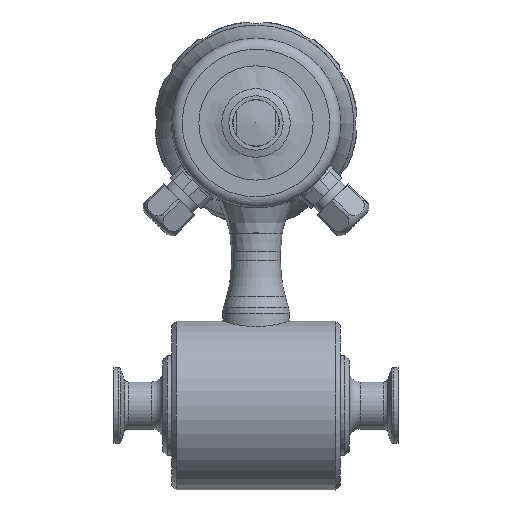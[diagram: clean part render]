
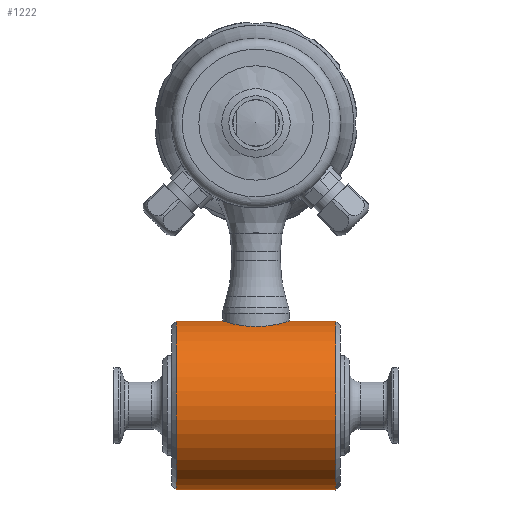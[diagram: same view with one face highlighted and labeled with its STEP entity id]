
A CAD part, left-side view. The second image highlights one B-rep face of the part: STEP entity #1222.
In plain terms, the highlighted cylindrical face has radius 38.05 mm (diameter 76.1 mm), a full revolution.
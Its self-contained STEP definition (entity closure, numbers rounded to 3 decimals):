
#1222 = ADVANCED_FACE( 'NONE', ( #2703, #2704, #2705, #2706 ), #2707, .T. );
#2703 = FACE_BOUND( '', #5024, .T. );
#2704 = FACE_BOUND( '', #5025, .T. );
#2705 = FACE_OUTER_BOUND( '', #5026, .T. );
#2706 = FACE_OUTER_BOUND( '', #5027, .T. );
#2707 = CYLINDRICAL_SURFACE( '', #5028, 38.05 );
#5024 = EDGE_LOOP( '', ( #8842, #8843, #8844, #8845, #8846, #8847 ) );
#5025 = EDGE_LOOP( '', ( #8848, #8849 ) );
#5026 = EDGE_LOOP( '', ( #8850 ) );
#5027 = EDGE_LOOP( '', ( #8851 ) );
#5028 = AXIS2_PLACEMENT_3D( '', #8852, #8853, #8854 );
#8842 = ORIENTED_EDGE( '', *, *, #11347, .F. );
#8843 = ORIENTED_EDGE( '', *, *, #11815, .F. );
#8844 = ORIENTED_EDGE( '', *, *, #11961, .F. );
#8845 = ORIENTED_EDGE( '', *, *, #11501, .F. );
#8846 = ORIENTED_EDGE( '', *, *, #11663, .F. );
#8847 = ORIENTED_EDGE( '', *, *, #11962, .F. );
#8848 = ORIENTED_EDGE( '', *, *, #11719, .F. );
#8849 = ORIENTED_EDGE( '', *, *, #11718, .T. );
#8850 = ORIENTED_EDGE( '', *, *, #11963, .T. );
#8851 = ORIENTED_EDGE( '', *, *, #11930, .T. );
#8852 = CARTESIAN_POINT( '', ( 0., 36., 0. ) );
#8853 = DIRECTION( '', ( 0., 1., 0. ) );
#8854 = DIRECTION( '', ( 0., 0., 1. ) );
#11347 = EDGE_CURVE( '', #13689, #13691, #13692, .F. );
#11501 = EDGE_CURVE( '', #13918, #13921, #13922, .F. );
#11663 = EDGE_CURVE( '', #14153, #13918, #14155, .T. );
#11718 = EDGE_CURVE( '', #14229, #14230, #14231, .T. );
#11719 = EDGE_CURVE( '', #14229, #14230, #14232, .F. );
#11815 = EDGE_CURVE( '', #14361, #13689, #14363, .T. );
#11930 = EDGE_CURVE( 'NONE', #14516, #14516, #14517, .T. );
#11961 = EDGE_CURVE( '', #13921, #14361, #14554, .T. );
#11962 = EDGE_CURVE( '', #13691, #14153, #14555, .T. );
#11963 = EDGE_CURVE( 'NONE', #14556, #14556, #14557, .T. );
#13689 = VERTEX_POINT( '', #17933 );
#13691 = VERTEX_POINT( '', #17952 );
#13692 = LINE( '', #17953, #17954 );
#13918 = VERTEX_POINT( '', #18871 );
#13921 = VERTEX_POINT( '', #18889 );
#13922 = LINE( '', #18890, #18891 );
#14153 = VERTEX_POINT( '', #19380 );
#14155 = LINE( '', #19391, #19392 );
#14229 = VERTEX_POINT( '', #19621 );
#14230 = VERTEX_POINT( '', #19622 );
#14231 = B_SPLINE_CURVE_WITH_KNOTS( '', 3, ( #19623, #19624, #19625, #19626 ), .UNSPECIFIED., .F., .F., ( 4, 4 ), ( 0.375, 0.48 ), .UNSPECIFIED. );
#14232 = B_SPLINE_CURVE_WITH_KNOTS( '', 3, ( #19627, #19628, #19629, #19630, #19631, #19632, #19633, #19634, #19635, #19636, #19637, #19638, #19639, #19640, #19641, #19642 ), .UNSPECIFIED., .F., .F., ( 4, 3, 3, 3, 3, 4 ), ( 0., 0., 0., 0., 0., 0. ), .UNSPECIFIED. );
#14361 = VERTEX_POINT( '', #20127 );
#14363 = LINE( '', #20140, #20141 );
#14516 = VERTEX_POINT( '', #20669 );
#14517 = CIRCLE( '', #20670, 38.05 );
#14554 = B_SPLINE_CURVE_WITH_KNOTS( '', 3, ( #20805, #20806, #20807, #20808, #20809, #20810, #20811, #20812, #20813, #20814, #20815, #20816 ), .UNSPECIFIED., .F., .F., ( 4, 1, 1, 1, 1, 1, 1, 1, 1, 4 ), ( 0., 0.1, 0.2, 0.3, 0.4, 0.499, 0.5, 0.666, 0.833, 1. ), .UNSPECIFIED. );
#14555 = B_SPLINE_CURVE_WITH_KNOTS( '', 3, ( #20817, #20818, #20819, #20820, #20821, #20822, #20823, #20824, #20825, #20826, #20827, #20828, #20829 ), .UNSPECIFIED., .F., .F., ( 4, 1, 1, 1, 1, 1, 1, 1, 1, 1, 4 ), ( 0., 0.1, 0.2, 0.3, 0.4, 0.5, 0.6, 0.7, 0.8, 0.9, 1. ), .UNSPECIFIED. );
#14556 = VERTEX_POINT( '', #20830 );
#14557 = CIRCLE( '', #20831, 38.05 );
#17933 = CARTESIAN_POINT( '', ( 1.786, 9.331, 38.008 ) );
#17952 = CARTESIAN_POINT( '', ( 1.786, 14.893, 38.008 ) );
#17953 = CARTESIAN_POINT( '', ( 1.786, 0.036, 38.008 ) );
#17954 = VECTOR( '', #22752, 1000. );
#18871 = CARTESIAN_POINT( '', ( -1.786, 9.331, 38.008 ) );
#18889 = CARTESIAN_POINT( '', ( -1.786, -14.893, 38.008 ) );
#18890 = CARTESIAN_POINT( '', ( -1.786, -15., 38.008 ) );
#18891 = VECTOR( '', #22925, 1000. );
#19380 = CARTESIAN_POINT( '', ( -1.786, 14.893, 38.008 ) );
#19391 = CARTESIAN_POINT( '', ( -1.786, 0.036, 38.008 ) );
#19392 = VECTOR( '', #23105, 1000. );
#19621 = CARTESIAN_POINT( '', ( 12.316, -34.191, 36.002 ) );
#19622 = CARTESIAN_POINT( '', ( 12.007, -34.577, 36.106 ) );
#19623 = CARTESIAN_POINT( '', ( 12.316, -34.191, 36.002 ) );
#19624 = CARTESIAN_POINT( '', ( 12.223, -34.328, 36.033 ) );
#19625 = CARTESIAN_POINT( '', ( 12.12, -34.458, 36.068 ) );
#19626 = CARTESIAN_POINT( '', ( 12.007, -34.577, 36.106 ) );
#19627 = CARTESIAN_POINT( '', ( 12.007, -34.577, 36.106 ) );
#19628 = CARTESIAN_POINT( '', ( 12.046, -34.533, 36.093 ) );
#19629 = CARTESIAN_POINT( '', ( 12.086, -34.491, 36.079 ) );
#19630 = CARTESIAN_POINT( '', ( 12.124, -34.446, 36.067 ) );
#19631 = CARTESIAN_POINT( '', ( 12.13, -34.438, 36.065 ) );
#19632 = CARTESIAN_POINT( '', ( 12.136, -34.431, 36.063 ) );
#19633 = CARTESIAN_POINT( '', ( 12.142, -34.423, 36.061 ) );
#19634 = CARTESIAN_POINT( '', ( 12.167, -34.393, 36.052 ) );
#19635 = CARTESIAN_POINT( '', ( 12.191, -34.362, 36.044 ) );
#19636 = CARTESIAN_POINT( '', ( 12.215, -34.331, 36.036 ) );
#19637 = CARTESIAN_POINT( '', ( 12.239, -34.299, 36.028 ) );
#19638 = CARTESIAN_POINT( '', ( 12.262, -34.268, 36.02 ) );
#19639 = CARTESIAN_POINT( '', ( 12.285, -34.235, 36.012 ) );
#19640 = CARTESIAN_POINT( '', ( 12.295, -34.221, 36.009 ) );
#19641 = CARTESIAN_POINT( '', ( 12.306, -34.206, 36.005 ) );
#19642 = CARTESIAN_POINT( '', ( 12.316, -34.191, 36.002 ) );
#20127 = CARTESIAN_POINT( '', ( 1.786, -14.893, 38.008 ) );
#20140 = CARTESIAN_POINT( '', ( 1.786, -15., 38.008 ) );
#20141 = VECTOR( '', #23256, 1000. );
#20669 = CARTESIAN_POINT( '', ( 0., -36., -38.05 ) );
#20670 = AXIS2_PLACEMENT_3D( '', #23361, #23362, #23363 );
#20805 = CARTESIAN_POINT( '', ( -1.786, -14.893, 38.008 ) );
#20806 = CARTESIAN_POINT( '', ( -1.667, -14.907, 38.013 ) );
#20807 = CARTESIAN_POINT( '', ( -1.43, -14.934, 38.024 ) );
#20808 = CARTESIAN_POINT( '', ( -1.073, -14.963, 38.035 ) );
#20809 = CARTESIAN_POINT( '', ( -0.716, -14.984, 38.044 ) );
#20810 = CARTESIAN_POINT( '', ( -0.359, -14.997, 38.049 ) );
#20811 = CARTESIAN_POINT( '', ( -0.12, -15., 38.05 ) );
#20812 = CARTESIAN_POINT( '', ( 0.198, -15., 38.05 ) );
#20813 = CARTESIAN_POINT( '', ( 0.596, -14.992, 38.047 ) );
#20814 = CARTESIAN_POINT( '', ( 1.192, -14.958, 38.033 ) );
#20815 = CARTESIAN_POINT( '', ( 1.588, -14.915, 38.016 ) );
#20816 = CARTESIAN_POINT( '', ( 1.786, -14.893, 38.008 ) );
#20817 = CARTESIAN_POINT( '', ( 1.786, 14.893, 38.008 ) );
#20818 = CARTESIAN_POINT( '', ( 1.667, 14.907, 38.013 ) );
#20819 = CARTESIAN_POINT( '', ( 1.43, 14.933, 38.024 ) );
#20820 = CARTESIAN_POINT( '', ( 1.073, 14.963, 38.035 ) );
#20821 = CARTESIAN_POINT( '', ( 0.716, 14.984, 38.044 ) );
#20822 = CARTESIAN_POINT( '', ( 0.358, 14.997, 38.049 ) );
#20823 = CARTESIAN_POINT( '', ( 0., 15.001, 38.05 ) );
#20824 = CARTESIAN_POINT( '', ( -0.358, 14.997, 38.049 ) );
#20825 = CARTESIAN_POINT( '', ( -0.716, 14.984, 38.044 ) );
#20826 = CARTESIAN_POINT( '', ( -1.073, 14.963, 38.035 ) );
#20827 = CARTESIAN_POINT( '', ( -1.43, 14.933, 38.024 ) );
#20828 = CARTESIAN_POINT( '', ( -1.667, 14.907, 38.013 ) );
#20829 = CARTESIAN_POINT( '', ( -1.786, 14.893, 38.008 ) );
#20830 = CARTESIAN_POINT( '', ( 0., 36., 38.05 ) );
#20831 = AXIS2_PLACEMENT_3D( '', #23391, #23392, #23393 );
#22752 = DIRECTION( '', ( 0., -1., 0. ) );
#22925 = DIRECTION( '', ( 0., 1., 0. ) );
#23105 = DIRECTION( '', ( 0., -1., 0. ) );
#23256 = DIRECTION( '', ( 0., 1., 0. ) );
#23361 = CARTESIAN_POINT( '', ( 0., -36., 0. ) );
#23362 = DIRECTION( '', ( 0., 1., 0. ) );
#23363 = DIRECTION( '', ( 0., 0., -1. ) );
#23391 = CARTESIAN_POINT( '', ( 0., 36., 0. ) );
#23392 = DIRECTION( '', ( 0., -1., 0. ) );
#23393 = DIRECTION( '', ( 0., 0., 1. ) );
